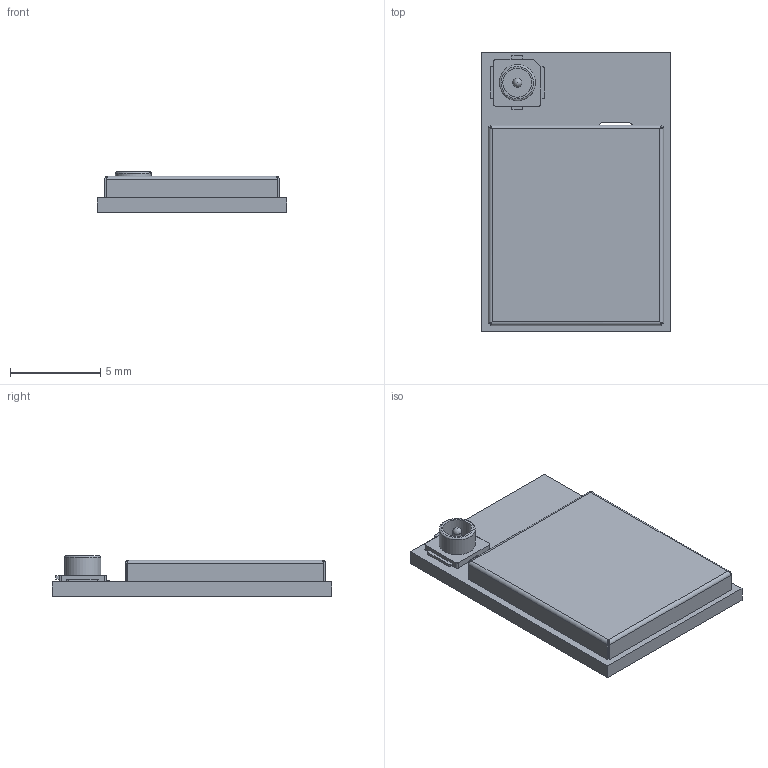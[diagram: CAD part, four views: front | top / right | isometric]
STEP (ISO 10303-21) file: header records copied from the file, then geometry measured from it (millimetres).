
FILE_DESCRIPTION(/* description */ (''),/* implementation_level */ '2;1');
FILE_NAME(/* name */ 'MDBT50Q-U1MV2.step',/* time_stamp */ '2023-08-14T15:14:07+01:00',/* author */ (''),/* organization */ (''),/* preprocessor_version */ 'ST-DEVELOPER v20',/* originating_system */ 'Autodesk Translation Framework v12.9.0.99',/* authorisation */ '');
FILE_SCHEMA (('AUTOMOTIVE_DESIGN { 1 0 10303 214 3 1 1 }'));
Length unit declared in the file: millimetre
Products named in the file (1): (Unsaved)
Bounding box: 10.5 x 15.5 x 2.25 mm (x, y, z)
Volume: 148.4 mm3; surface area: 841 mm2
Topology: 71 solids, 71 shells, 776 faces, 1690 edges, 1117 vertices
Faces by surface type: plane 746, cylinder 20, bspline 8, torus 1, sphere 1
Full cylindrical faces by diameter (mm): 0.5 x1, 1.6 x1, 2 x1
Entity records: 20980 total; most frequent: CARTESIAN_POINT 3911, ORIENTED_EDGE 3378, DIRECTION 3243, EDGE_CURVE 1689, LINE 1641, VECTOR 1641, VERTEX_POINT 1117, EDGE_LOOP 842
